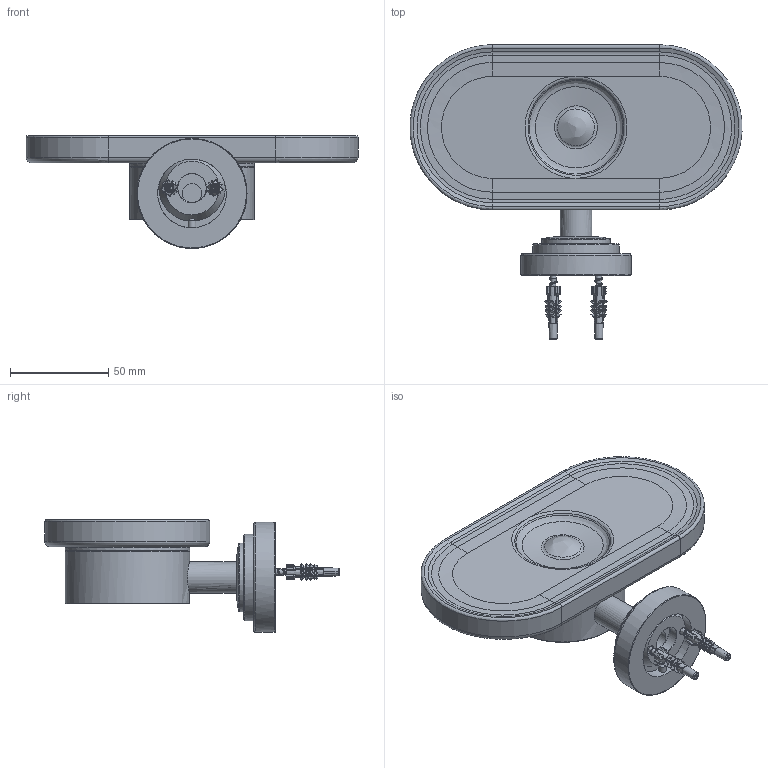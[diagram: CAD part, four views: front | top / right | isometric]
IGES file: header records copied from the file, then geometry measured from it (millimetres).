
Global section: file name: N7634-F; native system: Autodesk Inventor 2018; preprocessor: unknown; author: rclarke; date: 20180122.143556; units: millimetre
Bounding box: 168.9 x 149.75 x 57.47 mm (x, y, z)
Volume: 257428.4 mm3; surface area: 78556.4 mm2
Topology: 13 solids, 13 shells, 695 faces, 2046 edges, 1376 vertices
Faces by surface type: bspline 695
